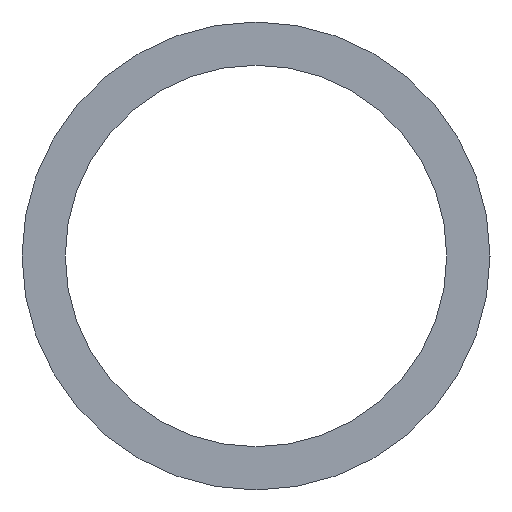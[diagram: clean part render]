
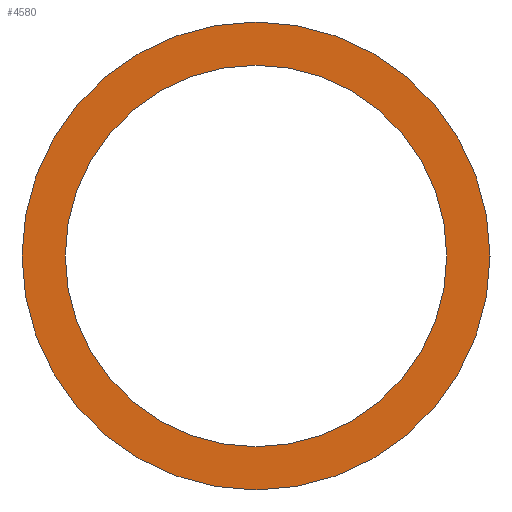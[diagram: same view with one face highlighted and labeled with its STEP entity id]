
A CAD part, left-side view. The second image highlights one B-rep face of the part: STEP entity #4580.
In plain terms, the highlighted planar face has unit normal (-1, 0, 0).
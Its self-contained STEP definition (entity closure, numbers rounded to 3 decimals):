
#4100=CARTESIAN_POINT('',(0.,-4.6,0.));
#4110=VERTEX_POINT('',#4100);
#4140=CARTESIAN_POINT('',(0.,0.,0.));
#4150=DIRECTION('',(-1.,0.,0.));
#4160=DIRECTION('',(0.,1.,0.));
#4170=AXIS2_PLACEMENT_3D('',#4140,#4150,#4160);
#4180=CIRCLE('',#4170,4.6);
#4190=CARTESIAN_POINT('',(0.,4.6,0.));
#4200=VERTEX_POINT('',#4190);
#4210=EDGE_CURVE('',#4110,#4200,#4180,.T.);
#4330=CARTESIAN_POINT('',(0.,2.3,0.));
#4340=DIRECTION('',(1.,-0.,-0.));
#4350=DIRECTION('',(-0.,-1.,0.));
#4360=AXIS2_PLACEMENT_3D('',#4330,#4340,#4350);
#4370=PLANE('',#4360);
#4380=EDGE_CURVE('',#4200,#4110,#4180,.T.);
#4390=ORIENTED_EDGE('',*,*,#4380,.T.);
#4400=ORIENTED_EDGE('',*,*,#4210,.T.);
#4410=EDGE_LOOP('',(#4400,#4390));
#4420=FACE_OUTER_BOUND('',#4410,.T.);
#4430=CARTESIAN_POINT('',(0.,0.,0.));
#4440=DIRECTION('',(-1.,0.,0.));
#4450=DIRECTION('',(0.,1.,0.));
#4460=AXIS2_PLACEMENT_3D('',#4430,#4440,#4450);
#4470=CIRCLE('',#4460,3.75);
#4480=CARTESIAN_POINT('',(0.,3.75,0.));
#4490=VERTEX_POINT('',#4480);
#4500=CARTESIAN_POINT('',(0.,-3.75,0.));
#4510=VERTEX_POINT('',#4500);
#4520=EDGE_CURVE('',#4490,#4510,#4470,.T.);
#4530=ORIENTED_EDGE('',*,*,#4520,.F.);
#4540=EDGE_CURVE('',#4510,#4490,#4470,.T.);
#4550=ORIENTED_EDGE('',*,*,#4540,.F.);
#4560=EDGE_LOOP('',(#4550,#4530));
#4570=FACE_BOUND('',#4560,.T.);
#4580=ADVANCED_FACE('',(#4420,#4570),#4370,.F.);
